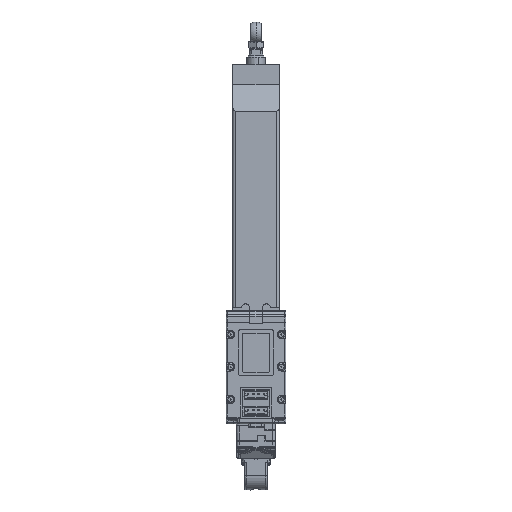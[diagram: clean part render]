
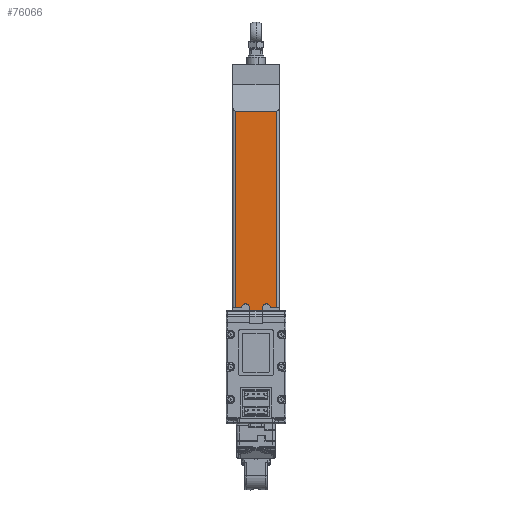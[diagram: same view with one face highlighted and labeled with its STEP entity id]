
A CAD part, front view. The second image highlights one B-rep face of the part: STEP entity #76066.
In plain terms, the highlighted face is planar.
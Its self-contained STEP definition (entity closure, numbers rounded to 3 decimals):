
#1438 = ORIENTED_EDGE ( 'NONE', *, *, #80042, .T. ) ;
#5263 = LINE ( 'NONE', #121899, #71083 ) ;
#5597 = EDGE_CURVE ( 'NONE', #17556, #115703, #58251, .T. ) ;
#6537 = ORIENTED_EDGE ( 'NONE', *, *, #115430, .T. ) ;
#8318 = VECTOR ( 'NONE', #60808, 1000. ) ;
#9890 = EDGE_LOOP ( 'NONE', ( #6537, #55054, #56575, #51894, #123097, #96977, #1438, #77647, #50127, #71519, #60708, #33912 ) ) ;
#9949 = CARTESIAN_POINT ( 'NONE',  ( 4., 5.5, 51. ) ) ;
#11332 = CARTESIAN_POINT ( 'NONE',  ( 4., -5.5, 51. ) ) ;
#14619 = VERTEX_POINT ( 'NONE', #107593 ) ;
#15254 = DIRECTION ( 'NONE',  ( 0., 0., -1. ) ) ;
#17556 = VERTEX_POINT ( 'NONE', #84373 ) ;
#17850 = EDGE_CURVE ( 'NONE', #116397, #115124, #19351, .T. ) ;
#19027 = VECTOR ( 'NONE', #104989, 1000. ) ;
#19351 = LINE ( 'NONE', #70129, #28824 ) ;
#19640 = EDGE_CURVE ( 'NONE', #17556, #71614, #89210, .T. ) ;
#21626 = CARTESIAN_POINT ( 'NONE',  ( 4., 8., 126.6 ) ) ;
#21728 = LINE ( 'NONE', #34212, #100046 ) ;
#23323 = EDGE_CURVE ( 'NONE', #14619, #71614, #21728, .T. ) ;
#24460 = DIRECTION ( 'NONE',  ( -1., 0., 0. ) ) ;
#24513 = VERTEX_POINT ( 'NONE', #64327 ) ;
#26856 = AXIS2_PLACEMENT_3D ( 'NONE', #61246, #110658, #41513 ) ;
#28824 = VECTOR ( 'NONE', #78342, 1000. ) ;
#30079 = EDGE_CURVE ( 'NONE', #92143, #24513, #69482, .T. ) ;
#30094 = CARTESIAN_POINT ( 'NONE',  ( 4., -5.5, 51. ) ) ;
#31652 = DIRECTION ( 'NONE',  ( 0., 0., -1. ) ) ;
#31892 = AXIS2_PLACEMENT_3D ( 'NONE', #48326, #49601, #117430 ) ;
#33912 = ORIENTED_EDGE ( 'NONE', *, *, #17850, .T. ) ;
#34212 = CARTESIAN_POINT ( 'NONE',  ( 4., -5.5, 46.2 ) ) ;
#34885 = EDGE_CURVE ( 'NONE', #14619, #101816, #103759, .T. ) ;
#35471 = CARTESIAN_POINT ( 'NONE',  ( 4., 4., 51. ) ) ;
#37199 = CARTESIAN_POINT ( 'NONE',  ( 4., -8., 126.6 ) ) ;
#41513 = DIRECTION ( 'NONE',  ( 0., 0., -1. ) ) ;
#43316 = DIRECTION ( 'NONE',  ( 0., -1., 0. ) ) ;
#45178 = DIRECTION ( 'NONE',  ( 0., 0., 1. ) ) ;
#48326 = CARTESIAN_POINT ( 'NONE',  ( 4., 4., 51. ) ) ;
#49601 = DIRECTION ( 'NONE',  ( -1., 0., 0. ) ) ;
#50127 = ORIENTED_EDGE ( 'NONE', *, *, #89929, .T. ) ;
#51619 = DIRECTION ( 'NONE',  ( 0., 1., 0. ) ) ;
#51894 = ORIENTED_EDGE ( 'NONE', *, *, #23323, .T. ) ;
#52996 = DIRECTION ( 'NONE',  ( 0., 0., -1. ) ) ;
#55054 = ORIENTED_EDGE ( 'NONE', *, *, #67126, .T. ) ;
#56194 = CARTESIAN_POINT ( 'NONE',  ( 4., -2.5, 50.5 ) ) ;
#56575 = ORIENTED_EDGE ( 'NONE', *, *, #34885, .F. ) ;
#56676 = CARTESIAN_POINT ( 'NONE',  ( 4., 4., 52.5 ) ) ;
#56788 = CARTESIAN_POINT ( 'NONE',  ( 4., 2.5, 46.2 ) ) ;
#58251 = CIRCLE ( 'NONE', #31892, 1.5 ) ;
#60708 = ORIENTED_EDGE ( 'NONE', *, *, #64024, .T. ) ;
#60808 = DIRECTION ( 'NONE',  ( 0., 0., -1. ) ) ;
#61246 = CARTESIAN_POINT ( 'NONE',  ( 4., -4., 51. ) ) ;
#62434 = CARTESIAN_POINT ( 'NONE',  ( 4., -9., 126.6 ) ) ;
#64024 = EDGE_CURVE ( 'NONE', #83821, #116397, #97609, .T. ) ;
#64327 = CARTESIAN_POINT ( 'NONE',  ( 4., 8., 51. ) ) ;
#64953 = EDGE_CURVE ( 'NONE', #95084, #83821, #72596, .T. ) ;
#67126 = EDGE_CURVE ( 'NONE', #84949, #101816, #96527, .T. ) ;
#68533 = DIRECTION ( 'NONE',  ( 1., 0., 0. ) ) ;
#69482 = LINE ( 'NONE', #30094, #89314 ) ;
#70129 = CARTESIAN_POINT ( 'NONE',  ( 4., -5.5, 51. ) ) ;
#71083 = VECTOR ( 'NONE', #45178, 1000. ) ;
#71519 = ORIENTED_EDGE ( 'NONE', *, *, #64953, .T. ) ;
#71614 = VERTEX_POINT ( 'NONE', #56788 ) ;
#72596 = LINE ( 'NONE', #62434, #77194 ) ;
#76066 = ADVANCED_FACE ( 'NONE', ( #117251 ), #117871, .T. ) ;
#77194 = VECTOR ( 'NONE', #43316, 1000. ) ;
#77647 = ORIENTED_EDGE ( 'NONE', *, *, #30079, .T. ) ;
#78342 = DIRECTION ( 'NONE',  ( 0., 1., 0. ) ) ;
#80042 = EDGE_CURVE ( 'NONE', #115703, #92143, #108745, .T. ) ;
#81836 = CARTESIAN_POINT ( 'NONE',  ( 4., -4., 52.5 ) ) ;
#83054 = DIRECTION ( 'NONE',  ( 0., 1., 0. ) ) ;
#83617 = CIRCLE ( 'NONE', #26856, 1.5 ) ;
#83821 = VERTEX_POINT ( 'NONE', #37199 ) ;
#84373 = CARTESIAN_POINT ( 'NONE',  ( 4., 2.5, 51. ) ) ;
#84949 = VERTEX_POINT ( 'NONE', #81836 ) ;
#86625 = CARTESIAN_POINT ( 'NONE',  ( 4., -8., 51. ) ) ;
#89210 = LINE ( 'NONE', #118301, #94034 ) ;
#89314 = VECTOR ( 'NONE', #51619, 1000. ) ;
#89929 = EDGE_CURVE ( 'NONE', #24513, #95084, #5263, .T. ) ;
#92143 = VERTEX_POINT ( 'NONE', #9949 ) ;
#94034 = VECTOR ( 'NONE', #109472, 1000. ) ;
#95084 = VERTEX_POINT ( 'NONE', #21626 ) ;
#96527 = CIRCLE ( 'NONE', #98550, 1.5 ) ;
#96977 = ORIENTED_EDGE ( 'NONE', *, *, #5597, .T. ) ;
#97609 = LINE ( 'NONE', #116553, #8318 ) ;
#98550 = AXIS2_PLACEMENT_3D ( 'NONE', #120172, #24460, #52996 ) ;
#100046 = VECTOR ( 'NONE', #83054, 1000. ) ;
#100910 = CARTESIAN_POINT ( 'NONE',  ( 4., -2.5, 51. ) ) ;
#101816 = VERTEX_POINT ( 'NONE', #100910 ) ;
#103759 = LINE ( 'NONE', #56194, #19027 ) ;
#103966 = DIRECTION ( 'NONE',  ( -1., 0., 0. ) ) ;
#104989 = DIRECTION ( 'NONE',  ( 0., 0., 1. ) ) ;
#107593 = CARTESIAN_POINT ( 'NONE',  ( 4., -2.5, 46.2 ) ) ;
#108745 = CIRCLE ( 'NONE', #116867, 1.5 ) ;
#109472 = DIRECTION ( 'NONE',  ( 0., 0., -1. ) ) ;
#110658 = DIRECTION ( 'NONE',  ( -1., 0., 0. ) ) ;
#115124 = VERTEX_POINT ( 'NONE', #11332 ) ;
#115430 = EDGE_CURVE ( 'NONE', #115124, #84949, #83617, .T. ) ;
#115703 = VERTEX_POINT ( 'NONE', #56676 ) ;
#115797 = AXIS2_PLACEMENT_3D ( 'NONE', #118487, #68533, #31652 ) ;
#116397 = VERTEX_POINT ( 'NONE', #86625 ) ;
#116553 = CARTESIAN_POINT ( 'NONE',  ( 4., -8., 44.2 ) ) ;
#116867 = AXIS2_PLACEMENT_3D ( 'NONE', #35471, #103966, #15254 ) ;
#117251 = FACE_OUTER_BOUND ( 'NONE', #9890, .T. ) ;
#117430 = DIRECTION ( 'NONE',  ( 0., 0., -1. ) ) ;
#117871 = PLANE ( 'NONE',  #115797 ) ;
#118301 = CARTESIAN_POINT ( 'NONE',  ( 4., 2.5, 50.5 ) ) ;
#118487 = CARTESIAN_POINT ( 'NONE',  ( 4., -5.5, 44.2 ) ) ;
#120172 = CARTESIAN_POINT ( 'NONE',  ( 4., -4., 51. ) ) ;
#121899 = CARTESIAN_POINT ( 'NONE',  ( 4., 8., 126.6 ) ) ;
#123097 = ORIENTED_EDGE ( 'NONE', *, *, #19640, .F. ) ;
